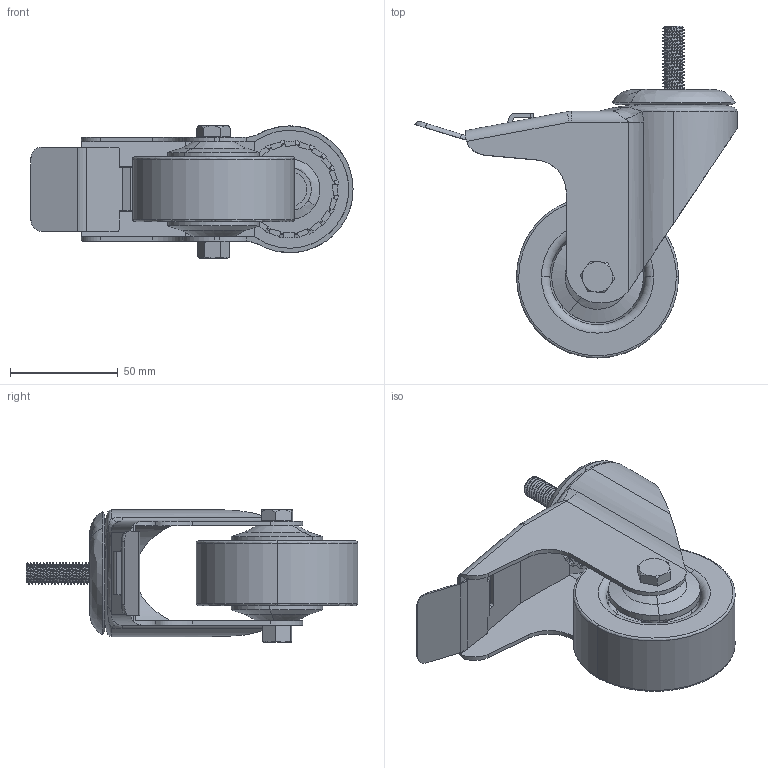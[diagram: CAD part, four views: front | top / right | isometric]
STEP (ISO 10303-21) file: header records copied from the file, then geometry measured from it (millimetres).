
FILE_DESCRIPTION (( 'STEP AP214' ), '1' );
FILE_NAME ('AL-SCtkb93.10 沓麧錪2.STEP', '2026-04-08T12:03:29', ( '' ), ( '' ), 'SwSTEP 2.0', 'SolidWorks 2021', '' );
FILE_SCHEMA (( 'AUTOMOTIVE_DESIGN' ));
Length unit declared in the file: millimetre
Products named in the file (4): AL-SCtkb93.10 沓麧錪2; 櫻蠉錪; Êóñîê3; 櫻蠉錪 - 膰錼勷
Assembly tree (4 placements, depth 2):
  AL-SCtkb93.10 沓麧錪2
    櫻蠉錪
    櫻蠉錪 - 膰錼勷
    Êóñîê3  x2
Bounding box: 149.21 x 153.78 x 61.25 mm (x, y, z)
Volume: 101011.9 mm3; surface area: 75505.1 mm2
Topology: 1 solids, 12 shells, 399 faces, 1064 edges, 686 vertices
Faces by surface type: plane 154, cylinder 109, cone 90, bspline 38, torus 8
Entity records: 22060 total; most frequent: CARTESIAN_POINT 8690, ORIENTED_EDGE 2080, DIRECTION 1764, EDGE_CURVE 1046, VERTEX_POINT 676, AXIS2_PLACEMENT_3D 671, LINE 422, VECTOR 422
